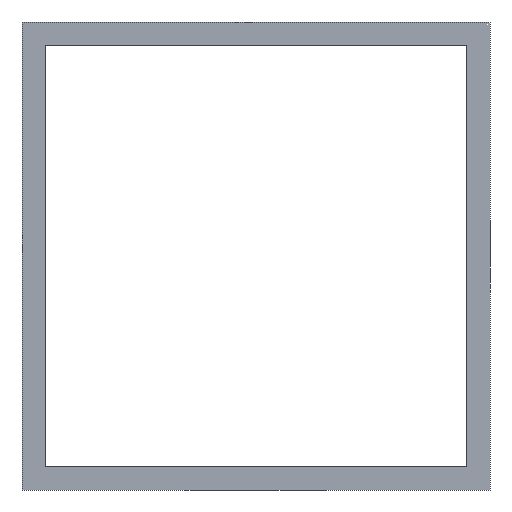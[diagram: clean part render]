
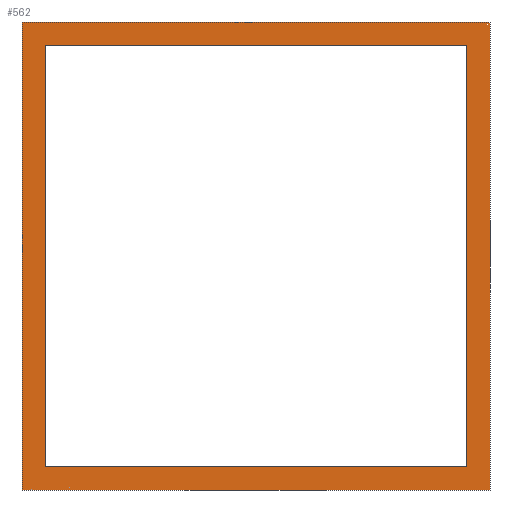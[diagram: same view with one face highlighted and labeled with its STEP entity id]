
A CAD part, front view. The second image highlights one B-rep face of the part: STEP entity #562.
In plain terms, the highlighted planar face has unit normal (0, -1, 0).
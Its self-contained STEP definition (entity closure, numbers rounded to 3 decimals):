
#11 = VECTOR ( 'NONE', #658, 1000. ) ;
#14 = CARTESIAN_POINT ( 'NONE',  ( 10., 0., -10. ) ) ;
#17 = DIRECTION ( 'NONE',  ( 0., 0., 1. ) ) ;
#26 = VECTOR ( 'NONE', #637, 1000. ) ;
#34 = VERTEX_POINT ( 'NONE', #741 ) ;
#40 = EDGE_CURVE ( 'NONE', #738, #616, #268, .T. ) ;
#50 = CARTESIAN_POINT ( 'NONE',  ( -9., 0., -9. ) ) ;
#55 = VERTEX_POINT ( 'NONE', #155 ) ;
#66 = DIRECTION ( 'NONE',  ( 0., 1., 0. ) ) ;
#73 = CARTESIAN_POINT ( 'NONE',  ( 9., 0., -9. ) ) ;
#90 = ORIENTED_EDGE ( 'NONE', *, *, #584, .F. ) ;
#94 = VERTEX_POINT ( 'NONE', #567 ) ;
#134 = ORIENTED_EDGE ( 'NONE', *, *, #423, .T. ) ;
#143 = DIRECTION ( 'NONE',  ( 0., 0., 1. ) ) ;
#144 = FACE_BOUND ( 'NONE', #681, .T. ) ;
#147 = LINE ( 'NONE', #675, #596 ) ;
#148 = DIRECTION ( 'NONE',  ( 1., 0., 0. ) ) ;
#155 = CARTESIAN_POINT ( 'NONE',  ( -10., 0., 10. ) ) ;
#165 = LINE ( 'NONE', #663, #632 ) ;
#167 = DIRECTION ( 'NONE',  ( 0., 0., 1. ) ) ;
#198 = CARTESIAN_POINT ( 'NONE',  ( -9., 0., 9. ) ) ;
#221 = EDGE_CURVE ( 'NONE', #94, #55, #165, .T. ) ;
#222 = CARTESIAN_POINT ( 'NONE',  ( 9., 0., -9. ) ) ;
#226 = VECTOR ( 'NONE', #728, 1000. ) ;
#236 = ORIENTED_EDGE ( 'NONE', *, *, #221, .F. ) ;
#247 = VERTEX_POINT ( 'NONE', #198 ) ;
#251 = VECTOR ( 'NONE', #271, 1000. ) ;
#254 = CARTESIAN_POINT ( 'NONE',  ( -10., 0., -10. ) ) ;
#268 = LINE ( 'NONE', #222, #251 ) ;
#270 = CARTESIAN_POINT ( 'NONE',  ( -10., 0., 10. ) ) ;
#271 = DIRECTION ( 'NONE',  ( 0., 0., -1. ) ) ;
#290 = VECTOR ( 'NONE', #148, 1000. ) ;
#295 = ORIENTED_EDGE ( 'NONE', *, *, #360, .T. ) ;
#299 = EDGE_CURVE ( 'NONE', #559, #94, #321, .T. ) ;
#306 = PLANE ( 'NONE',  #409 ) ;
#321 = LINE ( 'NONE', #254, #11 ) ;
#360 = EDGE_CURVE ( 'NONE', #616, #460, #147, .T. ) ;
#374 = LINE ( 'NONE', #14, #226 ) ;
#380 = DIRECTION ( 'NONE',  ( -1., 0., 0. ) ) ;
#393 = ORIENTED_EDGE ( 'NONE', *, *, #40, .T. ) ;
#409 = AXIS2_PLACEMENT_3D ( 'NONE', #551, #66, #17 ) ;
#423 = EDGE_CURVE ( 'NONE', #247, #738, #575, .T. ) ;
#444 = CARTESIAN_POINT ( 'NONE',  ( 9., 0., 9. ) ) ;
#460 = VERTEX_POINT ( 'NONE', #50 ) ;
#474 = LINE ( 'NONE', #751, #582 ) ;
#481 = CARTESIAN_POINT ( 'NONE',  ( 10., 0., -10. ) ) ;
#490 = FACE_OUTER_BOUND ( 'NONE', #605, .T. ) ;
#496 = EDGE_CURVE ( 'NONE', #460, #247, #474, .T. ) ;
#533 = ORIENTED_EDGE ( 'NONE', *, *, #299, .F. ) ;
#551 = CARTESIAN_POINT ( 'NONE',  ( 0., 0., 0. ) ) ;
#556 = ORIENTED_EDGE ( 'NONE', *, *, #496, .T. ) ;
#559 = VERTEX_POINT ( 'NONE', #481 ) ;
#562 = ADVANCED_FACE ( 'NONE', ( #490, #144 ), #306, .F. ) ;
#567 = CARTESIAN_POINT ( 'NONE',  ( -10., 0., -10. ) ) ;
#575 = LINE ( 'NONE', #588, #26 ) ;
#582 = VECTOR ( 'NONE', #167, 1000. ) ;
#584 = EDGE_CURVE ( 'NONE', #34, #559, #374, .T. ) ;
#588 = CARTESIAN_POINT ( 'NONE',  ( -9., 0., 9. ) ) ;
#596 = VECTOR ( 'NONE', #380, 1000. ) ;
#605 = EDGE_LOOP ( 'NONE', ( #90, #660, #236, #533 ) ) ;
#616 = VERTEX_POINT ( 'NONE', #73 ) ;
#632 = VECTOR ( 'NONE', #143, 1000. ) ;
#637 = DIRECTION ( 'NONE',  ( 1., 0., 0. ) ) ;
#658 = DIRECTION ( 'NONE',  ( -1., 0., 0. ) ) ;
#660 = ORIENTED_EDGE ( 'NONE', *, *, #712, .F. ) ;
#663 = CARTESIAN_POINT ( 'NONE',  ( -10., 0., -10. ) ) ;
#675 = CARTESIAN_POINT ( 'NONE',  ( -9., 0., -9. ) ) ;
#681 = EDGE_LOOP ( 'NONE', ( #556, #134, #393, #295 ) ) ;
#712 = EDGE_CURVE ( 'NONE', #55, #34, #737, .T. ) ;
#728 = DIRECTION ( 'NONE',  ( 0., 0., -1. ) ) ;
#737 = LINE ( 'NONE', #270, #290 ) ;
#738 = VERTEX_POINT ( 'NONE', #444 ) ;
#741 = CARTESIAN_POINT ( 'NONE',  ( 10., 0., 10. ) ) ;
#751 = CARTESIAN_POINT ( 'NONE',  ( -9., 0., -9. ) ) ;
